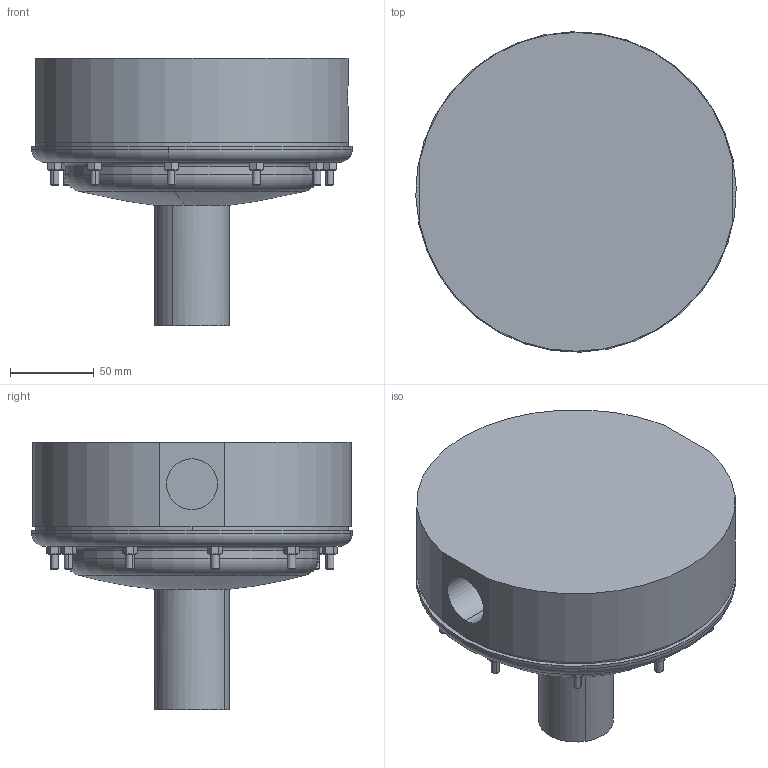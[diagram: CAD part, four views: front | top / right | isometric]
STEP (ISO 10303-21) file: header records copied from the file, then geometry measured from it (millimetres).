
FILE_DESCRIPTION (( 'STEP AP214' ), '1' );
FILE_NAME ('HON835-G1-G1-PN25.STEP', '2019-04-05T07:41:54', ( '' ), ( '' ), 'SwSTEP 2.0', 'SolidWorks 2017', '' );
FILE_SCHEMA (( 'AUTOMOTIVE_DESIGN' ));
Length unit declared in the file: millimetre
Products named in the file (1): HON835-G1-G1-PN25
Bounding box: 190.93 x 190.93 x 159.6 mm (x, y, z)
Volume: 2129284 mm3; surface area: 129524 mm2
Topology: 1 solids, 1 shells, 258 faces, 631 edges, 397 vertices
Faces by surface type: plane 102, cone 70, cylinder 47, bspline 19, torus 10, sphere 10
Entity records: 10769 total; most frequent: CARTESIAN_POINT 3414, ORIENTED_EDGE 1254, DIRECTION 1095, EDGE_CURVE 627, AXIS2_PLACEMENT_3D 452, VERTEX_POINT 397, EDGE_LOOP 284, FACE_OUTER_BOUND 258
